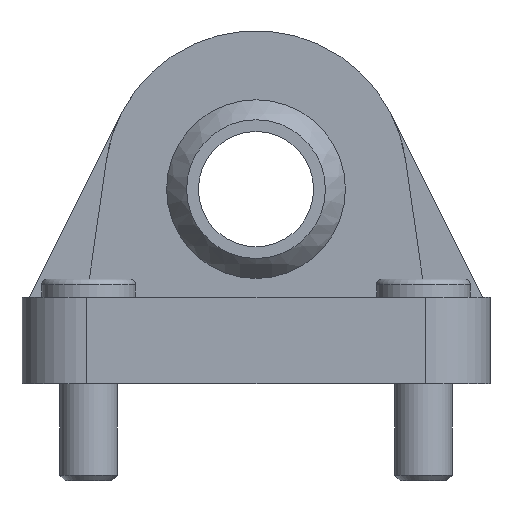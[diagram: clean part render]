
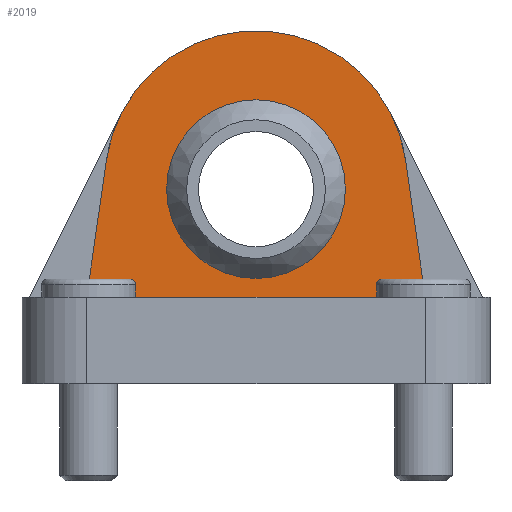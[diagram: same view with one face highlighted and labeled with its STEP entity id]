
A CAD part, left-side view. The second image highlights one B-rep face of the part: STEP entity #2019.
In plain terms, the highlighted planar face has unit normal (-1, 0, 0).
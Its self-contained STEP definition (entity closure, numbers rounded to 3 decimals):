
#107=LINE('',#3176,#250);
#115=LINE('',#3199,#258);
#163=LINE('',#3323,#306);
#169=LINE('',#3340,#312);
#250=VECTOR('',#2567,16.5);
#258=VECTOR('',#2583,16.5);
#306=VECTOR('',#2707,19.164);
#312=VECTOR('',#2725,19.164);
#419=FACE_BOUND('',#700,.T.);
#529=FACE_OUTER_BOUND('',#699,.T.);
#699=EDGE_LOOP('',(#1635,#1636,#1637,#1638,#1639,#1640));
#700=EDGE_LOOP('',(#1641));
#783=CIRCLE('',#2166,13.25);
#791=CIRCLE('',#2177,12.412);
#805=CIRCLE('',#2219,21.);
#923=VERTEX_POINT('',#3164);
#924=VERTEX_POINT('',#3165);
#927=VERTEX_POINT('',#3175);
#938=VERTEX_POINT('',#3197);
#941=VERTEX_POINT('',#3205);
#976=VERTEX_POINT('',#3321);
#981=VERTEX_POINT('',#3339);
#1127=EDGE_CURVE('',#923,#924,#783,.T.);
#1132=EDGE_CURVE('',#924,#927,#107,.T.);
#1144=EDGE_CURVE('',#938,#923,#115,.T.);
#1147=EDGE_CURVE('',#941,#941,#791,.T.);
#1205=EDGE_CURVE('',#976,#938,#163,.T.);
#1214=EDGE_CURVE('',#927,#981,#169,.T.);
#1216=EDGE_CURVE('',#981,#976,#805,.T.);
#1635=ORIENTED_EDGE('',*,*,#1214,.F.);
#1636=ORIENTED_EDGE('',*,*,#1132,.F.);
#1637=ORIENTED_EDGE('',*,*,#1127,.F.);
#1638=ORIENTED_EDGE('',*,*,#1144,.F.);
#1639=ORIENTED_EDGE('',*,*,#1205,.F.);
#1640=ORIENTED_EDGE('',*,*,#1216,.F.);
#1641=ORIENTED_EDGE('',*,*,#1147,.T.);
#1786=PLANE('',#2220);
#2019=ADVANCED_FACE('',(#529,#419),#1786,.T.);
#2166=AXIS2_PLACEMENT_3D('',#3166,#2556,#2557);
#2177=AXIS2_PLACEMENT_3D('',#3206,#2590,#2591);
#2219=AXIS2_PLACEMENT_3D('',#3343,#2729,#2730);
#2220=AXIS2_PLACEMENT_3D('',#3344,#2731,#2732);
#2556=DIRECTION('center_axis',(1.,0.,0.));
#2557=DIRECTION('ref_axis',(0.,0.,
-1.));
#2567=DIRECTION('',(0.,1.,0.));
#2583=DIRECTION('',(0.,1.,0.));
#2590=DIRECTION('center_axis',(1.,0.,0.));
#2591=DIRECTION('ref_axis',(0.,0.,1.));
#2707=DIRECTION('',(0.,-0.141,-0.99));
#2725=DIRECTION('',(0.,-0.141,0.99));
#2729=DIRECTION('center_axis',(1.,0.,0.));
#2730=DIRECTION('ref_axis',(0.,-0.99,0.141));
#2731=DIRECTION('center_axis',(-1.,0.,0.));
#2732=DIRECTION('ref_axis',(0.,0.,
-1.));
#3164=CARTESIAN_POINT('',(-7.,-7.,12.));
#3165=CARTESIAN_POINT('',(-7.,7.,12.));
#3166=CARTESIAN_POINT('Origin',(-7.,0.,
23.25));
#3175=CARTESIAN_POINT('',(-7.,23.5,12.));
#3176=CARTESIAN_POINT('',(-7.,0.,12.));
#3197=CARTESIAN_POINT('',(-7.,-23.5,12.));
#3199=CARTESIAN_POINT('',(-7.,0.,12.));
#3205=CARTESIAN_POINT('',(-7.,0.,14.588));
#3206=CARTESIAN_POINT('Origin',(-7.,0.,
27.));
#3321=CARTESIAN_POINT('',(-7.,-20.789,30.971));
#3323=CARTESIAN_POINT('',(-7.,-23.5,12.));
#3339=CARTESIAN_POINT('',(-7.,20.789,30.971));
#3340=CARTESIAN_POINT('',(-7.,20.789,30.971));
#3343=CARTESIAN_POINT('Origin',(-7.,0.,
28.));
#3344=CARTESIAN_POINT('Origin',(-7.,0.,
26.644));
